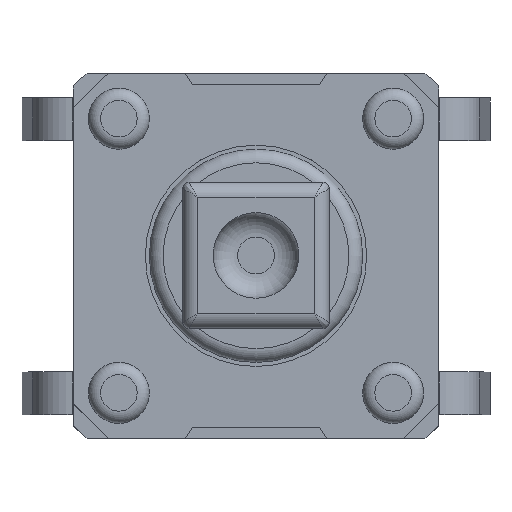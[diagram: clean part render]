
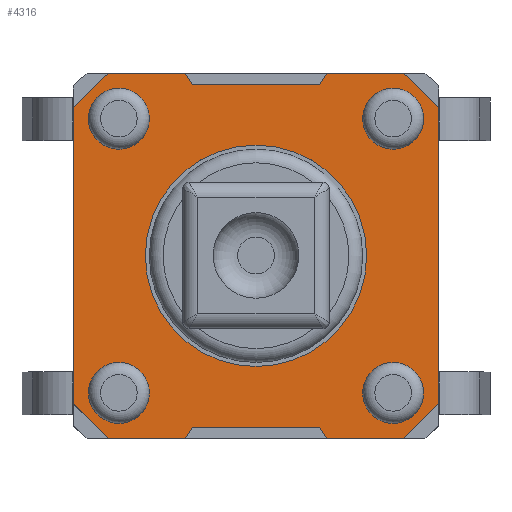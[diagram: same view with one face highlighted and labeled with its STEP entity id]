
A CAD part, top view. The second image highlights one B-rep face of the part: STEP entity #4316.
In plain terms, the highlighted planar face has unit normal (0, 0, 1).
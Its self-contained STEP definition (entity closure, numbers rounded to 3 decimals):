
#385=LINE('',#6308,#722);
#388=LINE('',#6314,#725);
#390=LINE('',#6318,#727);
#393=LINE('',#6324,#730);
#394=LINE('',#6326,#731);
#397=LINE('',#6332,#734);
#398=LINE('',#6334,#735);
#401=LINE('',#6340,#738);
#402=LINE('',#6342,#739);
#404=LINE('',#6346,#741);
#406=LINE('',#6350,#743);
#409=LINE('',#6356,#746);
#410=LINE('',#6358,#747);
#413=LINE('',#6364,#750);
#414=LINE('',#6366,#751);
#416=LINE('',#6370,#753);
#722=VECTOR('',#5364,1000.);
#725=VECTOR('',#5369,1000.);
#727=VECTOR('',#5373,1000.);
#730=VECTOR('',#5378,1000.);
#731=VECTOR('',#5381,1000.);
#734=VECTOR('',#5386,1000.);
#735=VECTOR('',#5389,1000.);
#738=VECTOR('',#5394,1000.);
#739=VECTOR('',#5397,1000.);
#741=VECTOR('',#5401,1000.);
#743=VECTOR('',#5405,1000.);
#746=VECTOR('',#5410,1000.);
#747=VECTOR('',#5413,1000.);
#750=VECTOR('',#5418,1000.);
#751=VECTOR('',#5421,1000.);
#753=VECTOR('',#5425,1000.);
#1589=ORIENTED_EDGE('',*,*,#1676,.T.);
#1590=ORIENTED_EDGE('',*,*,#2037,.F.);
#1591=ORIENTED_EDGE('',*,*,#2036,.F.);
#1592=ORIENTED_EDGE('',*,*,#2035,.F.);
#1593=ORIENTED_EDGE('',*,*,#2034,.F.);
#1594=ORIENTED_EDGE('',*,*,#2033,.T.);
#1595=ORIENTED_EDGE('',*,*,#2031,.T.);
#1596=ORIENTED_EDGE('',*,*,#2030,.T.);
#1597=ORIENTED_EDGE('',*,*,#2027,.T.);
#1598=ORIENTED_EDGE('',*,*,#2026,.T.);
#1599=ORIENTED_EDGE('',*,*,#2023,.T.);
#1600=ORIENTED_EDGE('',*,*,#2021,.T.);
#1601=ORIENTED_EDGE('',*,*,#2019,.T.);
#1602=ORIENTED_EDGE('',*,*,#2018,.T.);
#1603=ORIENTED_EDGE('',*,*,#2015,.T.);
#1604=ORIENTED_EDGE('',*,*,#2014,.T.);
#1605=ORIENTED_EDGE('',*,*,#2011,.T.);
#1606=ORIENTED_EDGE('',*,*,#2010,.T.);
#1607=ORIENTED_EDGE('',*,*,#2007,.T.);
#1608=ORIENTED_EDGE('',*,*,#2005,.T.);
#1609=ORIENTED_EDGE('',*,*,#2002,.T.);
#1676=EDGE_CURVE('',#2080,#2080,#2341,.T.);
#2002=EDGE_CURVE('',#2299,#2300,#385,.T.);
#2005=EDGE_CURVE('',#2301,#2299,#388,.T.);
#2007=EDGE_CURVE('',#2302,#2301,#390,.T.);
#2010=EDGE_CURVE('',#2303,#2302,#393,.T.);
#2011=EDGE_CURVE('',#2304,#2303,#394,.T.);
#2014=EDGE_CURVE('',#2305,#2304,#397,.T.);
#2015=EDGE_CURVE('',#2306,#2305,#398,.T.);
#2018=EDGE_CURVE('',#2307,#2306,#401,.T.);
#2019=EDGE_CURVE('',#2308,#2307,#402,.T.);
#2021=EDGE_CURVE('',#2309,#2308,#404,.T.);
#2023=EDGE_CURVE('',#2310,#2309,#406,.T.);
#2026=EDGE_CURVE('',#2311,#2310,#409,.T.);
#2027=EDGE_CURVE('',#2312,#2311,#410,.T.);
#2030=EDGE_CURVE('',#2313,#2312,#413,.T.);
#2031=EDGE_CURVE('',#2314,#2313,#414,.T.);
#2033=EDGE_CURVE('',#2300,#2314,#416,.T.);
#2034=EDGE_CURVE('',#2315,#2315,#2398,.T.);
#2035=EDGE_CURVE('',#2316,#2316,#2399,.T.);
#2036=EDGE_CURVE('',#2317,#2317,#2400,.T.);
#2037=EDGE_CURVE('',#2318,#2318,#2401,.T.);
#2080=VERTEX_POINT('',#5642);
#2299=VERTEX_POINT('',#6309);
#2300=VERTEX_POINT('',#6310);
#2301=VERTEX_POINT('',#6315);
#2302=VERTEX_POINT('',#6319);
#2303=VERTEX_POINT('',#6323);
#2304=VERTEX_POINT('',#6327);
#2305=VERTEX_POINT('',#6331);
#2306=VERTEX_POINT('',#6335);
#2307=VERTEX_POINT('',#6339);
#2308=VERTEX_POINT('',#6343);
#2309=VERTEX_POINT('',#6347);
#2310=VERTEX_POINT('',#6351);
#2311=VERTEX_POINT('',#6355);
#2312=VERTEX_POINT('',#6359);
#2313=VERTEX_POINT('',#6363);
#2314=VERTEX_POINT('',#6367);
#2315=VERTEX_POINT('',#6373);
#2316=VERTEX_POINT('',#6376);
#2317=VERTEX_POINT('',#6379);
#2318=VERTEX_POINT('',#6382);
#2341=CIRCLE('',#4380,1.816);
#2398=CIRCLE('',#4575,0.5);
#2399=CIRCLE('',#4577,0.5);
#2400=CIRCLE('',#4579,0.5);
#2401=CIRCLE('',#4581,0.5);
#2595=EDGE_LOOP('',(#1589));
#2596=EDGE_LOOP('',(#1590));
#2597=EDGE_LOOP('',(#1591));
#2598=EDGE_LOOP('',(#1592));
#2599=EDGE_LOOP('',(#1593));
#2600=EDGE_LOOP('',(#1594,#1595,#1596,#1597,#1598,#1599,#1600,#1601,#1602,
#1603,#1604,#1605,#1606,#1607,#1608,#1609));
#2794=FACE_BOUND('',#2595,.T.);
#2795=FACE_BOUND('',#2596,.T.);
#2796=FACE_BOUND('',#2597,.T.);
#2797=FACE_BOUND('',#2598,.T.);
#2798=FACE_BOUND('',#2599,.T.);
#2799=FACE_BOUND('',#2600,.T.);
#2921=PLANE('',#4582);
#4316=ADVANCED_FACE('',(#2794,#2795,#2796,#2797,#2798,#2799),#2921,.T.);
#4380=AXIS2_PLACEMENT_3D('',#5641,#4737,#4738);
#4575=AXIS2_PLACEMENT_3D('',#6372,#5428,#5429);
#4577=AXIS2_PLACEMENT_3D('',#6375,#5432,#5433);
#4579=AXIS2_PLACEMENT_3D('',#6378,#5436,#5437);
#4581=AXIS2_PLACEMENT_3D('',#6381,#5440,#5441);
#4582=AXIS2_PLACEMENT_3D('',#6383,#5442,#5443);
#4737=DIRECTION('',(0.,0.,-1.));
#4738=DIRECTION('',(0.,1.,0.));
#5364=DIRECTION('',(-0.528,0.849,0.));
#5369=DIRECTION('',(-1.,0.,0.));
#5373=DIRECTION('',(-0.528,-0.849,0.));
#5378=DIRECTION('',(-1.,0.,0.));
#5381=DIRECTION('',(-0.712,0.702,0.));
#5386=DIRECTION('',(0.,1.,0.));
#5389=DIRECTION('',(0.712,0.702,0.));
#5394=DIRECTION('',(1.,0.,0.));
#5397=DIRECTION('',(0.528,-0.849,0.));
#5401=DIRECTION('',(1.,0.,0.));
#5405=DIRECTION('',(0.528,0.849,0.));
#5410=DIRECTION('',(1.,0.,0.));
#5413=DIRECTION('',(0.712,-0.702,0.));
#5418=DIRECTION('',(0.,-1.,0.));
#5421=DIRECTION('',(-0.712,-0.702,0.));
#5425=DIRECTION('',(-1.,0.,0.));
#5428=DIRECTION('',(0.,0.,1.));
#5429=DIRECTION('',(1.,0.,0.));
#5432=DIRECTION('',(0.,0.,1.));
#5433=DIRECTION('',(1.,0.,0.));
#5436=DIRECTION('',(0.,0.,1.));
#5437=DIRECTION('',(1.,0.,0.));
#5440=DIRECTION('',(0.,0.,1.));
#5441=DIRECTION('',(0.,1.,0.));
#5442=DIRECTION('',(0.,0.,1.));
#5443=DIRECTION('',(1.,0.,0.));
#5641=CARTESIAN_POINT('',(0.,0.,3.4));
#5642=CARTESIAN_POINT('',(0.,1.816,3.4));
#6308=CARTESIAN_POINT('',(-1.16,3.,3.4));
#6309=CARTESIAN_POINT('',(-1.044,2.814,3.4));
#6310=CARTESIAN_POINT('',(-1.16,3.,3.4));
#6314=CARTESIAN_POINT('',(-1.044,2.814,3.4));
#6315=CARTESIAN_POINT('',(1.044,2.814,3.4));
#6318=CARTESIAN_POINT('',(1.16,3.,3.4));
#6319=CARTESIAN_POINT('',(1.16,3.,3.4));
#6323=CARTESIAN_POINT('',(2.423,3.,3.4));
#6324=CARTESIAN_POINT('',(3.,3.,3.4));
#6326=CARTESIAN_POINT('',(3.,2.432,3.4));
#6327=CARTESIAN_POINT('',(3.,2.432,3.4));
#6331=CARTESIAN_POINT('',(3.,-2.432,3.4));
#6332=CARTESIAN_POINT('',(3.,-3.,3.4));
#6334=CARTESIAN_POINT('',(3.,-2.432,3.4));
#6335=CARTESIAN_POINT('',(2.423,-3.,3.4));
#6339=CARTESIAN_POINT('',(1.16,-3.,3.4));
#6340=CARTESIAN_POINT('',(-3.,-3.,3.4));
#6342=CARTESIAN_POINT('',(1.16,-3.,3.4));
#6343=CARTESIAN_POINT('',(1.044,-2.814,3.4));
#6346=CARTESIAN_POINT('',(1.044,-2.814,3.4));
#6347=CARTESIAN_POINT('',(-1.044,-2.814,3.4));
#6350=CARTESIAN_POINT('',(-1.16,-3.,3.4));
#6351=CARTESIAN_POINT('',(-1.16,-3.,3.4));
#6355=CARTESIAN_POINT('',(-2.423,-3.,3.4));
#6356=CARTESIAN_POINT('',(-3.,-3.,3.4));
#6358=CARTESIAN_POINT('',(-3.,-2.432,3.4));
#6359=CARTESIAN_POINT('',(-3.,-2.432,3.4));
#6363=CARTESIAN_POINT('',(-3.,2.432,3.4));
#6364=CARTESIAN_POINT('',(-3.,3.,3.4));
#6366=CARTESIAN_POINT('',(-3.,2.432,3.4));
#6367=CARTESIAN_POINT('',(-2.423,3.,3.4));
#6370=CARTESIAN_POINT('',(3.,3.,3.4));
#6372=CARTESIAN_POINT('',(-2.25,-2.25,3.4));
#6373=CARTESIAN_POINT('',(-1.75,-2.25,3.4));
#6375=CARTESIAN_POINT('',(2.25,-2.25,3.4));
#6376=CARTESIAN_POINT('',(2.75,-2.25,3.4));
#6378=CARTESIAN_POINT('',(2.25,2.25,3.4));
#6379=CARTESIAN_POINT('',(2.75,2.25,3.4));
#6381=CARTESIAN_POINT('',(-2.25,2.25,3.4));
#6382=CARTESIAN_POINT('',(-2.25,2.75,3.4));
#6383=CARTESIAN_POINT('',(0.,0.,3.4));
